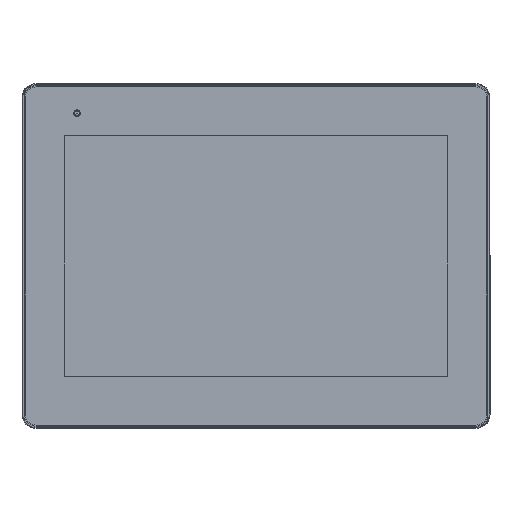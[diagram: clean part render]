
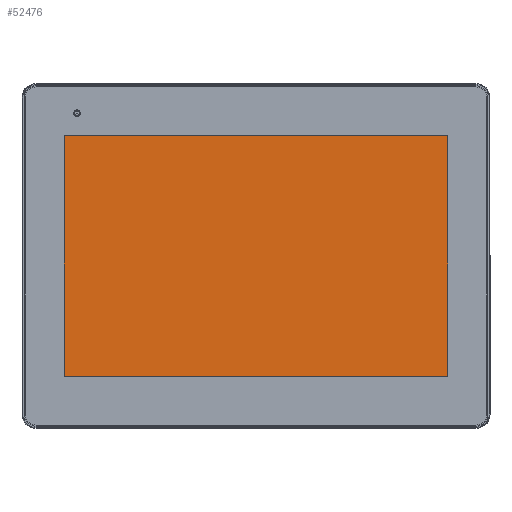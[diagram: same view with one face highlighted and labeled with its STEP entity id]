
A CAD part, top view. The second image highlights one B-rep face of the part: STEP entity #52476.
In plain terms, the highlighted planar face has unit normal (0, 0, 1).
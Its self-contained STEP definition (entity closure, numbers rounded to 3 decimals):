
#56 = VECTOR ( 'NONE', #67346, 1000. ) ;
#2037 = CARTESIAN_POINT ( 'NONE',  ( 108.95, 0., 0.18 ) ) ;
#13863 = CARTESIAN_POINT ( 'NONE',  ( -109., 68.3, 0.18 ) ) ;
#26420 = DIRECTION ( 'NONE',  ( -1., 0., 0. ) ) ;
#29498 = VERTEX_POINT ( 'NONE', #13863 ) ;
#33312 = EDGE_CURVE ( 'NONE', #153943, #29498, #153751, .T. ) ;
#41386 = VERTEX_POINT ( 'NONE', #49817 ) ;
#48296 = PLANE ( 'NONE',  #61527 ) ;
#49817 = CARTESIAN_POINT ( 'NONE',  ( -109., -68.3, 0.18 ) ) ;
#52476 = ADVANCED_FACE ( 'NONE', ( #115529 ), #48296, .F. ) ;
#61527 = AXIS2_PLACEMENT_3D ( 'NONE', #136487, #163952, #168070 ) ;
#65763 = CARTESIAN_POINT ( 'NONE',  ( -109., 0., 0.18 ) ) ;
#67346 = DIRECTION ( 'NONE',  ( 0., 1., 0. ) ) ;
#68413 = VECTOR ( 'NONE', #167417, 1000. ) ;
#74134 = DIRECTION ( 'NONE',  ( 1., 0., 0. ) ) ;
#89913 = LINE ( 'NONE', #154057, #163547 ) ;
#94948 = EDGE_LOOP ( 'NONE', ( #156283, #163576, #110436, #205844 ) ) ;
#110436 = ORIENTED_EDGE ( 'NONE', *, *, #140414, .T. ) ;
#113588 = LINE ( 'NONE', #2037, #56 ) ;
#114847 = CARTESIAN_POINT ( 'NONE',  ( 108.95, -68.3, 0.18 ) ) ;
#115372 = VECTOR ( 'NONE', #26420, 1000. ) ;
#115529 = FACE_OUTER_BOUND ( 'NONE', #94948, .T. ) ;
#136487 = CARTESIAN_POINT ( 'NONE',  ( 0., 0., 0.18 ) ) ;
#138979 = CARTESIAN_POINT ( 'NONE',  ( 0., 68.3, 0.18 ) ) ;
#140414 = EDGE_CURVE ( 'NONE', #41386, #194746, #89913, .T. ) ;
#145651 = LINE ( 'NONE', #65763, #68413 ) ;
#153751 = LINE ( 'NONE', #138979, #115372 ) ;
#153943 = VERTEX_POINT ( 'NONE', #181246 ) ;
#154057 = CARTESIAN_POINT ( 'NONE',  ( 0., -68.3, 0.18 ) ) ;
#156283 = ORIENTED_EDGE ( 'NONE', *, *, #33312, .T. ) ;
#163547 = VECTOR ( 'NONE', #74134, 1000. ) ;
#163576 = ORIENTED_EDGE ( 'NONE', *, *, #207879, .T. ) ;
#163952 = DIRECTION ( 'NONE',  ( 0., 0., -1. ) ) ;
#167417 = DIRECTION ( 'NONE',  ( 0., -1., 0. ) ) ;
#168070 = DIRECTION ( 'NONE',  ( -1., 0., 0. ) ) ;
#181246 = CARTESIAN_POINT ( 'NONE',  ( 108.95, 68.3, 0.18 ) ) ;
#194746 = VERTEX_POINT ( 'NONE', #114847 ) ;
#203420 = EDGE_CURVE ( 'NONE', #194746, #153943, #113588, .T. ) ;
#205844 = ORIENTED_EDGE ( 'NONE', *, *, #203420, .T. ) ;
#207879 = EDGE_CURVE ( 'NONE', #29498, #41386, #145651, .T. ) ;
